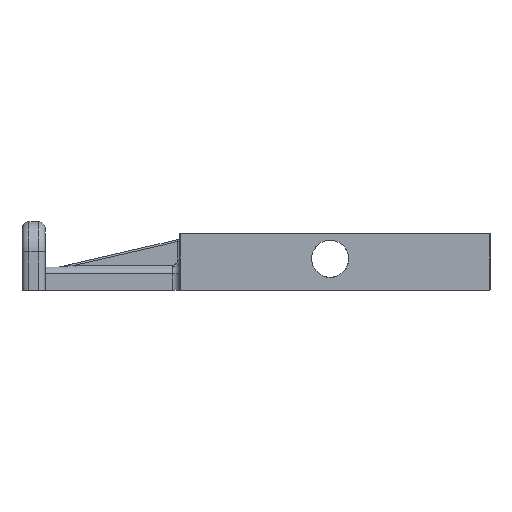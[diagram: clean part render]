
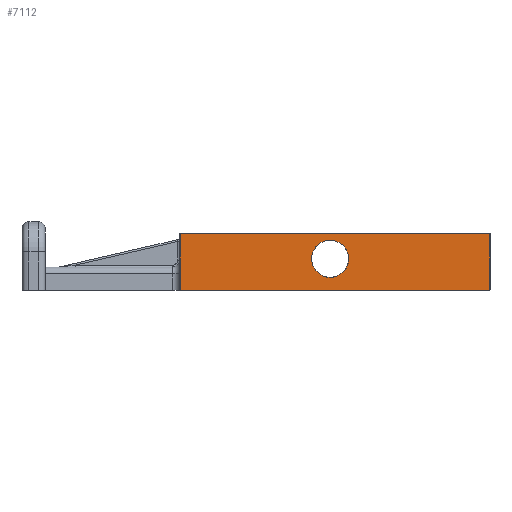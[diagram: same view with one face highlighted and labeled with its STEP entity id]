
A CAD part, left-side view. The second image highlights one B-rep face of the part: STEP entity #7112.
In plain terms, the highlighted planar face has unit normal (-1, 0, 0).
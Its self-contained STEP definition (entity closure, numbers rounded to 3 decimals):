
#35 = DIRECTION ( 'NONE',  ( 0., 0., 1. ) ) ;
#49 = VERTEX_POINT ( 'NONE', #6655 ) ;
#166 = AXIS2_PLACEMENT_3D ( 'NONE', #9004, #887, #3958 ) ;
#790 = VERTEX_POINT ( 'NONE', #2613 ) ;
#887 = DIRECTION ( 'NONE',  ( 1., 0., 0. ) ) ;
#996 = DIRECTION ( 'NONE',  ( 1., 0., 0. ) ) ;
#1108 = LINE ( 'NONE', #3827, #11560 ) ;
#1229 = ORIENTED_EDGE ( 'NONE', *, *, #6994, .T. ) ;
#1230 = VERTEX_POINT ( 'NONE', #3157 ) ;
#1470 = ORIENTED_EDGE ( 'NONE', *, *, #5211, .T. ) ;
#1775 = FACE_OUTER_BOUND ( 'NONE', #5854, .T. ) ;
#2613 = CARTESIAN_POINT ( 'NONE',  ( -80., -73.8, -2. ) ) ;
#2888 = CARTESIAN_POINT ( 'NONE',  ( -80., -5., 11.55 ) ) ;
#2898 = FACE_BOUND ( 'NONE', #3109, .T. ) ;
#2926 = CARTESIAN_POINT ( 'NONE',  ( -80., -73.8, 5. ) ) ;
#3075 = EDGE_CURVE ( 'NONE', #1230, #10464, #7693, .T. ) ;
#3109 = EDGE_LOOP ( 'NONE', ( #4421, #1229 ) ) ;
#3157 = CARTESIAN_POINT ( 'NONE',  ( -80., -73.8, 22.3 ) ) ;
#3718 = VECTOR ( 'NONE', #35, 1000. ) ;
#3827 = CARTESIAN_POINT ( 'NONE',  ( -80., 59.8, 5. ) ) ;
#3837 = VERTEX_POINT ( 'NONE', #10101 ) ;
#3958 = DIRECTION ( 'NONE',  ( 0., 0., -1. ) ) ;
#4421 = ORIENTED_EDGE ( 'NONE', *, *, #6619, .T. ) ;
#4921 = DIRECTION ( 'NONE',  ( 1., 0., 0. ) ) ;
#5023 = CARTESIAN_POINT ( 'NONE',  ( -80., 60., 22.3 ) ) ;
#5211 = EDGE_CURVE ( 'NONE', #10464, #49, #1108, .T. ) ;
#5373 = PLANE ( 'NONE',  #166 ) ;
#5414 = DIRECTION ( 'NONE',  ( 0., 0., -1. ) ) ;
#5497 = VECTOR ( 'NONE', #10298, 1000. ) ;
#5664 = EDGE_CURVE ( 'NONE', #790, #1230, #9154, .T. ) ;
#5830 = CIRCLE ( 'NONE', #10933, 8. ) ;
#5854 = EDGE_LOOP ( 'NONE', ( #10693, #1470, #6806, #6526 ) ) ;
#5906 = CARTESIAN_POINT ( 'NONE',  ( -80., 60., -2. ) ) ;
#6526 = ORIENTED_EDGE ( 'NONE', *, *, #5664, .T. ) ;
#6619 = EDGE_CURVE ( 'NONE', #9424, #3837, #5830, .T. ) ;
#6655 = CARTESIAN_POINT ( 'NONE',  ( -80., 59.8, -2. ) ) ;
#6806 = ORIENTED_EDGE ( 'NONE', *, *, #7467, .F. ) ;
#6828 = CARTESIAN_POINT ( 'NONE',  ( -80., -5., 11.55 ) ) ;
#6994 = EDGE_CURVE ( 'NONE', #3837, #9424, #7359, .T. ) ;
#7112 = ADVANCED_FACE ( 'NONE', ( #2898, #1775 ), #5373, .F. ) ;
#7359 = CIRCLE ( 'NONE', #10938, 8. ) ;
#7467 = EDGE_CURVE ( 'NONE', #790, #49, #11049, .T. ) ;
#7693 = LINE ( 'NONE', #5023, #5497 ) ;
#7727 = CARTESIAN_POINT ( 'NONE',  ( -80., -5., 3.55 ) ) ;
#8549 = DIRECTION ( 'NONE',  ( 0., 0., -1. ) ) ;
#9004 = CARTESIAN_POINT ( 'NONE',  ( -80., -74., 5. ) ) ;
#9112 = DIRECTION ( 'NONE',  ( 0., 0., -1. ) ) ;
#9154 = LINE ( 'NONE', #2926, #3718 ) ;
#9424 = VERTEX_POINT ( 'NONE', #7727 ) ;
#9522 = DIRECTION ( 'NONE',  ( 0., 1., 0. ) ) ;
#10101 = CARTESIAN_POINT ( 'NONE',  ( -80., -5., 19.55 ) ) ;
#10106 = CARTESIAN_POINT ( 'NONE',  ( -80., 59.8, 22.3 ) ) ;
#10298 = DIRECTION ( 'NONE',  ( 0., 1., 0. ) ) ;
#10464 = VERTEX_POINT ( 'NONE', #10106 ) ;
#10693 = ORIENTED_EDGE ( 'NONE', *, *, #3075, .T. ) ;
#10933 = AXIS2_PLACEMENT_3D ( 'NONE', #2888, #996, #9112 ) ;
#10938 = AXIS2_PLACEMENT_3D ( 'NONE', #6828, #4921, #8549 ) ;
#10954 = VECTOR ( 'NONE', #9522, 1000. ) ;
#11049 = LINE ( 'NONE', #5906, #10954 ) ;
#11560 = VECTOR ( 'NONE', #5414, 1000. ) ;
